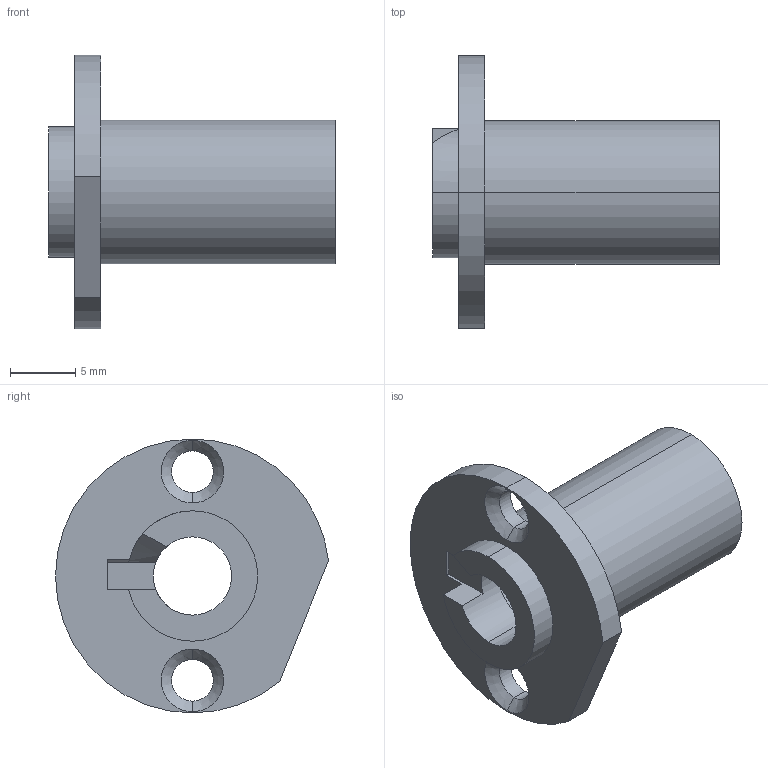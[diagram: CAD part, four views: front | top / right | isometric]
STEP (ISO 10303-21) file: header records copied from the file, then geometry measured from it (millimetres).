
FILE_DESCRIPTION (( 'STEP AP214' ), '1' );
FILE_NAME ('Counter - Axle Bushing.STEP', '2025-07-06T08:34:33', ( '' ), ( '' ), 'SwSTEP 2.0', 'SolidWorks 2025', '' );
FILE_SCHEMA (( 'AUTOMOTIVE_DESIGN' ));
Length unit declared in the file: millimetre
Products named in the file (1): Counter - Axle Bushing
Bounding box: 22 x 20.93 x 21 mm (x, y, z)
Volume: 1232.4 mm3; surface area: 2008.3 mm2
Topology: 1 solids, 1 shells, 34 faces, 83 edges, 54 vertices
Faces by surface type: cylinder 16, plane 10, cone 4, torus 2, bspline 2
Entity records: 1068 total; most frequent: CARTESIAN_POINT 210, DIRECTION 184, ORIENTED_EDGE 164, EDGE_CURVE 82, AXIS2_PLACEMENT_3D 75, VERTEX_POINT 52, CIRCLE 42, EDGE_LOOP 42
